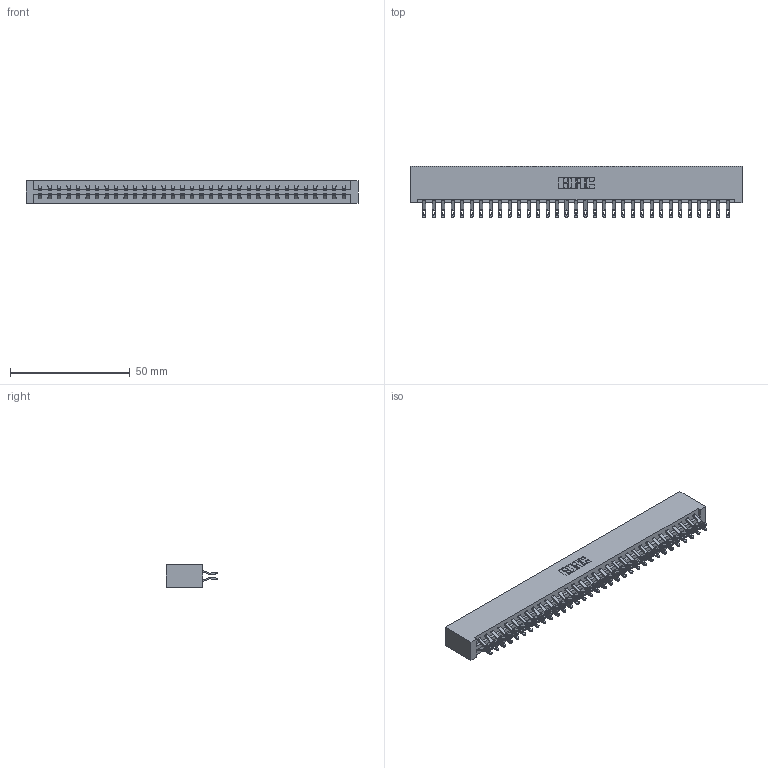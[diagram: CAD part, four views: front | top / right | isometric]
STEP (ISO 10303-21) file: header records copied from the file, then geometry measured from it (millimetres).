
FILE_DESCRIPTION (( 'STEP AP203' ), '1' );
FILE_NAME ('337-066-555-201.STEP', '2019-10-09T23:25:50', ( '' ), ( '' ), 'SwSTEP 2.0', 'SolidWorks 2016', '' );
FILE_SCHEMA (( 'CONFIG_CONTROL_DESIGN' ));
Length unit declared in the file: inch
Products named in the file (3): 337 Part_No Mounting Lugs; 345-292-001_555 Tail; 337-066-555-201
Assembly tree (67 placements, depth 2):
  337-066-555-201
    337 Part_No Mounting Lugs
    345-292-001_555 Tail  x66
Bounding box: 138.63 x 21.47 x 9.4 mm (x, y, z)
Volume: 15442.6 mm3; surface area: 18148 mm2
Topology: 67 solids, 67 shells, 4066 faces, 12761 edges, 8506 vertices
Faces by surface type: plane 2442, cylinder 1624
Entity records: 26799 total; most frequent: CARTESIAN_POINT 4556, ORIENTED_EDGE 4462, DIRECTION 3855, EDGE_CURVE 2231, VECTOR 2091, LINE 2091, VERTEX_POINT 1486, AXIS2_PLACEMENT_3D 882
